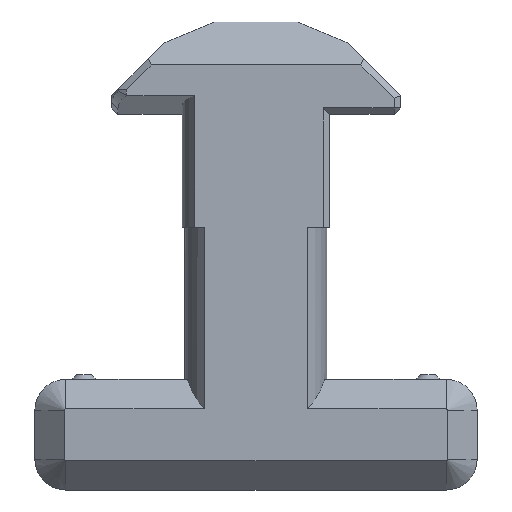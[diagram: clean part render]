
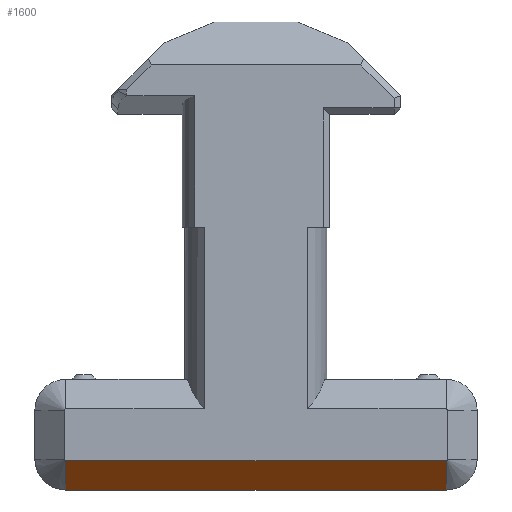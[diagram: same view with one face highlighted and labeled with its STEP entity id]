
A CAD part, front view. The second image highlights one B-rep face of the part: STEP entity #1600.
In plain terms, the highlighted planar face has unit normal (0, -0.707, -0.707).
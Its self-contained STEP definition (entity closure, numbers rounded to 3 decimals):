
#67 = DIRECTION ( 'NONE',  ( 0., -0.707, 0.707 ) ) ;
#111 = VECTOR ( 'NONE', #733, 1000. ) ;
#264 = DIRECTION ( 'NONE',  ( 0., -0.707, -0.707 ) ) ;
#279 = DIRECTION ( 'NONE',  ( -1., 0., 0. ) ) ;
#283 = VERTEX_POINT ( 'NONE', #882 ) ;
#368 = DIRECTION ( 'NONE',  ( 0., -0.707, 0.707 ) ) ;
#567 = ORIENTED_EDGE ( 'NONE', *, *, #1196, .T. ) ;
#586 = EDGE_CURVE ( 'NONE', #1911, #2346, #1425, .T. ) ;
#680 = EDGE_CURVE ( 'NONE', #283, #1911, #2679, .T. ) ;
#733 = DIRECTION ( 'NONE',  ( 1., 0., 0. ) ) ;
#746 = ORIENTED_EDGE ( 'NONE', *, *, #680, .F. ) ;
#790 = VECTOR ( 'NONE', #1399, 1000. ) ;
#882 = CARTESIAN_POINT ( 'NONE',  ( -7.75, -0.8, -4.5 ) ) ;
#932 = VECTOR ( 'NONE', #67, 1000. ) ;
#934 = VERTEX_POINT ( 'NONE', #2645 ) ;
#1144 = LINE ( 'NONE', #2170, #932 ) ;
#1175 = LINE ( 'NONE', #2622, #111 ) ;
#1196 = EDGE_CURVE ( 'NONE', #934, #2346, #1144, .T. ) ;
#1375 = ORIENTED_EDGE ( 'NONE', *, *, #586, .F. ) ;
#1399 = DIRECTION ( 'NONE',  ( 1., 0., 0. ) ) ;
#1425 = LINE ( 'NONE', #1625, #790 ) ;
#1512 = PLANE ( 'NONE',  #1983 ) ;
#1600 = ADVANCED_FACE ( 'NONE', ( #2383 ), #1512, .T. ) ;
#1625 = CARTESIAN_POINT ( 'NONE',  ( 0., -2., -3.3 ) ) ;
#1724 = CARTESIAN_POINT ( 'NONE',  ( -7.75, -2., -3.3 ) ) ;
#1784 = CARTESIAN_POINT ( 'NONE',  ( 7.75, -2., -3.3 ) ) ;
#1911 = VERTEX_POINT ( 'NONE', #1724 ) ;
#1983 = AXIS2_PLACEMENT_3D ( 'NONE', #2140, #264, #279 ) ;
#2140 = CARTESIAN_POINT ( 'NONE',  ( 7.76, -2.007, -3.293 ) ) ;
#2163 = ORIENTED_EDGE ( 'NONE', *, *, #2347, .T. ) ;
#2170 = CARTESIAN_POINT ( 'NONE',  ( 7.75, -1.4, -3.9 ) ) ;
#2241 = CARTESIAN_POINT ( 'NONE',  ( -7.75, -1.4, -3.9 ) ) ;
#2346 = VERTEX_POINT ( 'NONE', #1784 ) ;
#2347 = EDGE_CURVE ( 'NONE', #283, #934, #1175, .T. ) ;
#2367 = VECTOR ( 'NONE', #368, 1000. ) ;
#2383 = FACE_OUTER_BOUND ( 'NONE', #2536, .T. ) ;
#2536 = EDGE_LOOP ( 'NONE', ( #746, #2163, #567, #1375 ) ) ;
#2622 = CARTESIAN_POINT ( 'NONE',  ( 0., -0.8, -4.5 ) ) ;
#2645 = CARTESIAN_POINT ( 'NONE',  ( 7.75, -0.8, -4.5 ) ) ;
#2679 = LINE ( 'NONE', #2241, #2367 ) ;
